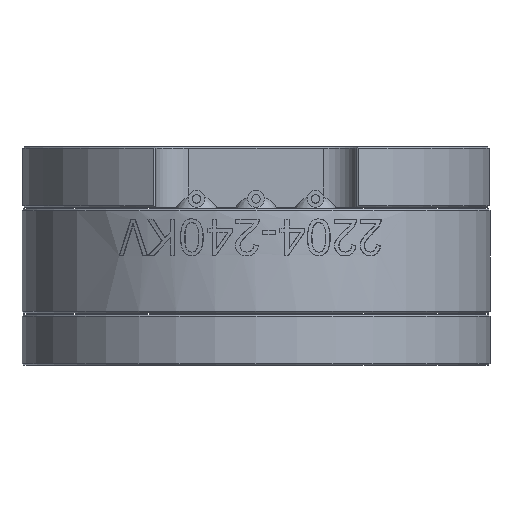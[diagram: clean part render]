
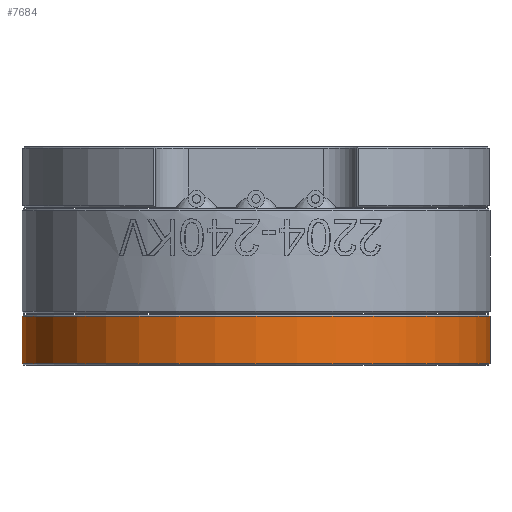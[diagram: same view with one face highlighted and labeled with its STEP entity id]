
A CAD part, front view. The second image highlights one B-rep face of the part: STEP entity #7684.
In plain terms, the highlighted cylindrical face has radius 13.925 mm (diameter 27.85 mm), a full revolution.
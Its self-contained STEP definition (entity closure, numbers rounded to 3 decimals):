
#291=CIRCLE('',#8144,13.925);
#292=CIRCLE('',#8146,13.925);
#739=LINE('',#24943,#1162);
#1162=VECTOR('',#9411,13.925);
#1753=FACE_OUTER_BOUND('',#2232,.T.);
#2232=EDGE_LOOP('',(#6916,#6917,#6918,#6919));
#3564=VERTEX_POINT('',#24937);
#3565=VERTEX_POINT('',#24941);
#4694=EDGE_CURVE('',#3564,#3564,#291,.T.);
#4696=EDGE_CURVE('',#3565,#3565,#292,.T.);
#4697=EDGE_CURVE('',#3565,#3564,#739,.T.);
#6916=ORIENTED_EDGE('',*,*,#4696,.F.);
#6917=ORIENTED_EDGE('',*,*,#4697,.T.);
#6918=ORIENTED_EDGE('',*,*,#4694,.F.);
#6919=ORIENTED_EDGE('',*,*,#4697,.F.);
#7277=CYLINDRICAL_SURFACE('',#8145,13.925);
#7684=ADVANCED_FACE('',(#1753),#7277,.T.);
#8144=AXIS2_PLACEMENT_3D('',#24938,#9404,#9405);
#8145=AXIS2_PLACEMENT_3D('',#24940,#9407,#9408);
#8146=AXIS2_PLACEMENT_3D('',#24942,#9409,#9410);
#9404=DIRECTION('center_axis',(0.,0.,1.));
#9405=DIRECTION('ref_axis',(1.,0.,0.));
#9407=DIRECTION('center_axis',(0.,0.,-1.));
#9408=DIRECTION('ref_axis',(1.,0.,0.));
#9409=DIRECTION('center_axis',(0.,0.,-1.));
#9410=DIRECTION('ref_axis',(1.,0.,0.));
#9411=DIRECTION('',(0.,0.,1.));
#24937=CARTESIAN_POINT('',(-13.925,0.,-6.5));
#24938=CARTESIAN_POINT('Origin',(0.,0.,-6.5));
#24940=CARTESIAN_POINT('Origin',(0.,0.,7.6));
#24941=CARTESIAN_POINT('',(-13.925,0.,-9.3));
#24942=CARTESIAN_POINT('Origin',(0.,0.,-9.3));
#24943=CARTESIAN_POINT('',(-13.925,0.,7.6));
